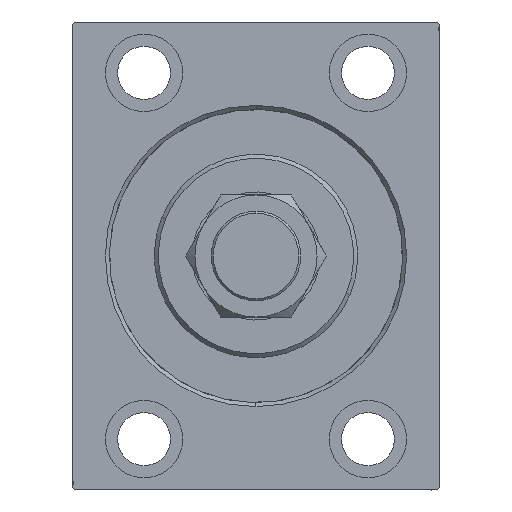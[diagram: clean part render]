
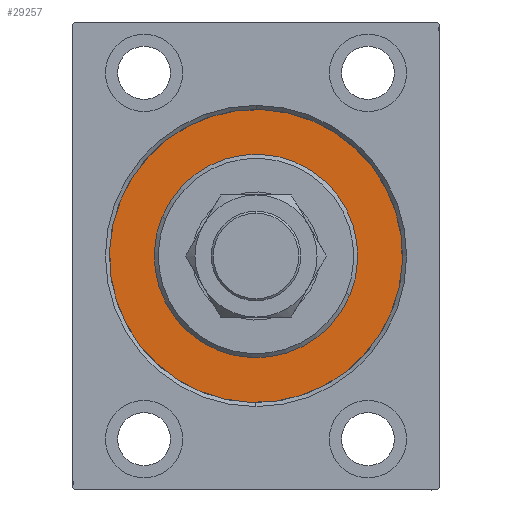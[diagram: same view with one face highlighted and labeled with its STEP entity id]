
A CAD part, left-side view. The second image highlights one B-rep face of the part: STEP entity #29257.
In plain terms, the highlighted face is planar.
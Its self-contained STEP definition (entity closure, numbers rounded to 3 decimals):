
#1275 = DIRECTION ( 'NONE',  ( 0., 0., -1. ) ) ;
#1486 = AXIS2_PLACEMENT_3D ( 'NONE', #36555, #12112, #30085 ) ;
#3231 = VERTEX_POINT ( 'NONE', #24994 ) ;
#3961 = ORIENTED_EDGE ( 'NONE', *, *, #6186, .F. ) ;
#4049 = CARTESIAN_POINT ( 'NONE',  ( 0., 0., 0. ) ) ;
#4748 = FACE_BOUND ( 'NONE', #22459, .T. ) ;
#4774 = ORIENTED_EDGE ( 'NONE', *, *, #38054, .F. ) ;
#5844 = AXIS2_PLACEMENT_3D ( 'NONE', #39057, #28435, #29124 ) ;
#6186 = EDGE_CURVE ( 'NONE', #44438, #32399, #37138, .T. ) ;
#7100 = VERTEX_POINT ( 'NONE', #45060 ) ;
#9945 = DIRECTION ( 'NONE',  ( -1., 0., 0. ) ) ;
#12112 = DIRECTION ( 'NONE',  ( 1., 0., 0. ) ) ;
#12547 = CIRCLE ( 'NONE', #25752, 36. ) ;
#13051 = CIRCLE ( 'NONE', #38832, 36. ) ;
#14657 = DIRECTION ( 'NONE',  ( -1., 0., 0. ) ) ;
#16872 = DIRECTION ( 'NONE',  ( 0., 0., 1. ) ) ;
#18530 = FACE_OUTER_BOUND ( 'NONE', #32215, .T. ) ;
#18783 = DIRECTION ( 'NONE',  ( 1., 0., 0. ) ) ;
#19427 = EDGE_CURVE ( 'NONE', #3231, #7100, #13051, .T. ) ;
#22459 = EDGE_LOOP ( 'NONE', ( #3961, #4774 ) ) ;
#23142 = AXIS2_PLACEMENT_3D ( 'NONE', #36317, #18783, #1275 ) ;
#24994 = CARTESIAN_POINT ( 'NONE',  ( 0., 0., 36. ) ) ;
#25658 = PLANE ( 'NONE',  #5844 ) ;
#25752 = AXIS2_PLACEMENT_3D ( 'NONE', #41542, #9945, #16872 ) ;
#26841 = CARTESIAN_POINT ( 'NONE',  ( 0., 0., -25. ) ) ;
#28435 = DIRECTION ( 'NONE',  ( -1., 0., 0. ) ) ;
#29124 = DIRECTION ( 'NONE',  ( 0., 0., 1. ) ) ;
#29257 = ADVANCED_FACE ( 'NONE', ( #4748, #18530 ), #25658, .F. ) ;
#29466 = EDGE_CURVE ( 'NONE', #7100, #3231, #12547, .T. ) ;
#30085 = DIRECTION ( 'NONE',  ( 0., 0., -1. ) ) ;
#31648 = CIRCLE ( 'NONE', #1486, 25. ) ;
#32215 = EDGE_LOOP ( 'NONE', ( #38632, #35990 ) ) ;
#32399 = VERTEX_POINT ( 'NONE', #26841 ) ;
#35876 = DIRECTION ( 'NONE',  ( 0., 0., 1. ) ) ;
#35990 = ORIENTED_EDGE ( 'NONE', *, *, #19427, .F. ) ;
#36317 = CARTESIAN_POINT ( 'NONE',  ( 0., 0., 0. ) ) ;
#36555 = CARTESIAN_POINT ( 'NONE',  ( 0., 0., 0. ) ) ;
#37138 = CIRCLE ( 'NONE', #23142, 25. ) ;
#38054 = EDGE_CURVE ( 'NONE', #32399, #44438, #31648, .T. ) ;
#38632 = ORIENTED_EDGE ( 'NONE', *, *, #29466, .F. ) ;
#38741 = CARTESIAN_POINT ( 'NONE',  ( 0., 0., 25. ) ) ;
#38832 = AXIS2_PLACEMENT_3D ( 'NONE', #4049, #14657, #35876 ) ;
#39057 = CARTESIAN_POINT ( 'NONE',  ( 0., 0., 0. ) ) ;
#41542 = CARTESIAN_POINT ( 'NONE',  ( 0., 0., 0. ) ) ;
#44438 = VERTEX_POINT ( 'NONE', #38741 ) ;
#45060 = CARTESIAN_POINT ( 'NONE',  ( 0., 0., -36. ) ) ;
